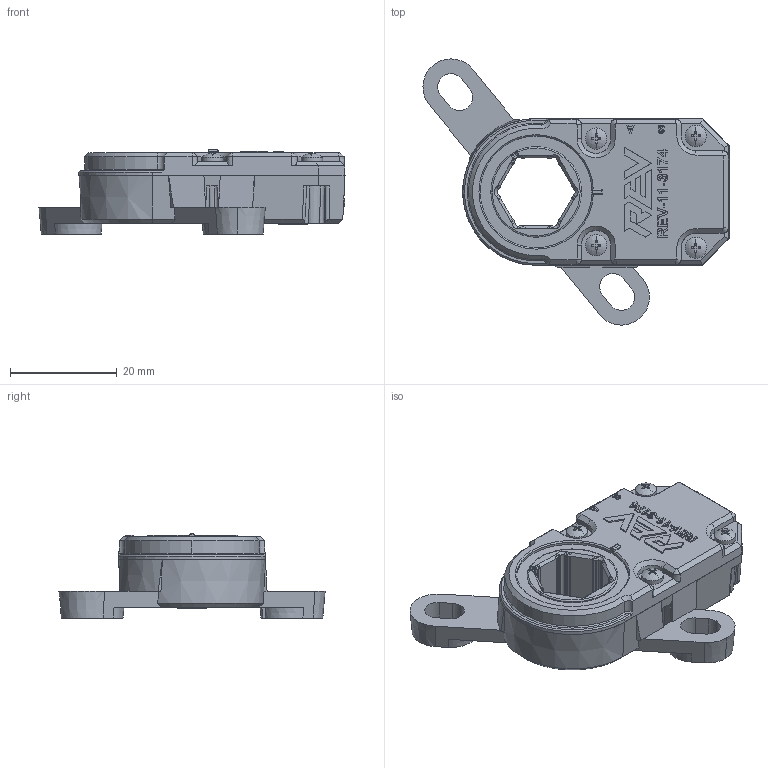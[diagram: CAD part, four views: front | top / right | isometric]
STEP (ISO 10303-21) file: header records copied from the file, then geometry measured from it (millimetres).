
FILE_DESCRIPTION (( 'STEP AP203' ), '1' );
FILE_NAME ('REV-11-3174-BLANK_Rev_UNLINKED.STEP', '2025-09-25T22:19:33', ( '' ), ( '' ), 'SwSTEP 2.0', 'SolidWorks 2022', '' );
FILE_SCHEMA (( 'CONFIG_CONTROL_DESIGN' ));
Length unit declared in the file: millimetre
Products named in the file (9): cross recessed thread forming screws gb_GB_CROSS_SCREWS_TYPE138 M2X8X7.2-N; REV-29-8500; REV-11-3174-P02-CUSTOMER-BLANK; REV-11-3174-P01-CUSTOMER-BLANK; REV-11-3174-B01; REV-11-1271-P03; FP-PCM12SMTR-MFG_CMPL-001-0011-2; REV-11-3174-BLANK_Rev_UNLINKED; SHDRRA6W50P0X200_1X6_1390X760X480P_CMP-002-00071-3
Assembly tree (12 placements, depth 3):
  REV-11-3174-BLANK_Rev_UNLINKED
    REV-11-3174-P01-CUSTOMER-BLANK
    REV-11-3174-P02-CUSTOMER-BLANK
    REV-11-1271-P03
    REV-29-8500  x2
    cross recessed thread forming screws gb_GB_CROSS_SCREWS_TYPE138 M2X8X7.2-N  x4
    REV-11-3174-B01
      FP-PCM12SMTR-MFG_CMPL-001-0011-2
      SHDRRA6W50P0X200_1X6_1390X760X480P_CMP-002-00071-3
Bounding box: 57.47 x 49.99 x 15.8 mm (x, y, z)
Volume: 14345.8 mm3; surface area: 12296.6 mm2
Topology: 16 solids, 16 shells, 2197 faces, 5933 edges, 3803 vertices
Faces by surface type: plane 913, bspline 664, cylinder 424, cone 172, torus 16, sphere 8
Entity records: 90074 total; most frequent: CARTESIAN_POINT 41695, ORIENTED_EDGE 11378, DIRECTION 7216, EDGE_CURVE 5689, VERTEX_POINT 3663, VECTOR 3136, LINE 3136, EDGE_LOOP 2196
